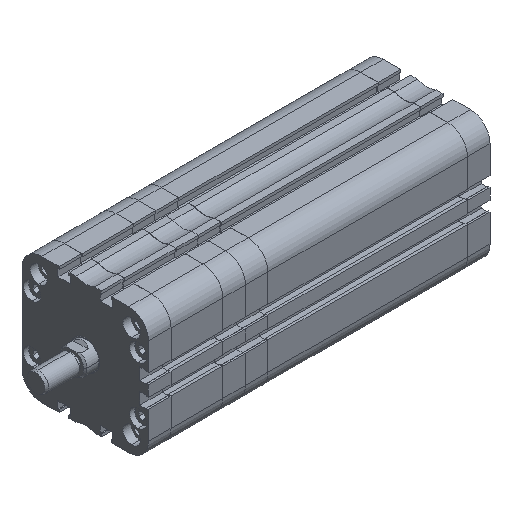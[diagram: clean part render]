
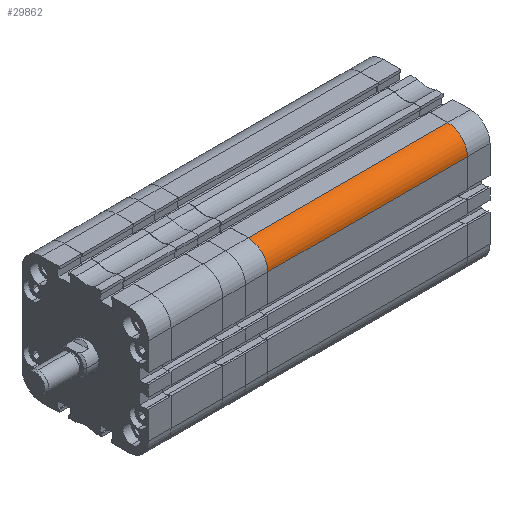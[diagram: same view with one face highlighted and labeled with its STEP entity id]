
A CAD part, isometric view. The second image highlights one B-rep face of the part: STEP entity #29862.
In plain terms, the highlighted cylindrical face has radius 12 mm (diameter 24 mm), a partial arc.
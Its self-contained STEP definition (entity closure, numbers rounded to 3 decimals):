
#44 = VERTEX_POINT ( 'NONE', #37919 ) ;
#968 = CIRCLE ( 'NONE', #11583, 12. ) ;
#2608 = EDGE_CURVE ( 'NONE', #19769, #11801, #17583, .T. ) ;
#2830 = DIRECTION ( 'NONE',  ( -1., 0., 0. ) ) ;
#3431 = EDGE_CURVE ( 'NONE', #44, #12252, #7094, .T. ) ;
#3969 = CARTESIAN_POINT ( 'NONE',  ( 121.5, -38.5, 26.5 ) ) ;
#5027 = ORIENTED_EDGE ( 'NONE', *, *, #2608, .F. ) ;
#7094 = LINE ( 'NONE', #3969, #13891 ) ;
#7190 = VECTOR ( 'NONE', #30190, 1000. ) ;
#7206 = AXIS2_PLACEMENT_3D ( 'NONE', #10033, #22638, #12181 ) ;
#7997 = CARTESIAN_POINT ( 'NONE',  ( 0., -26.5, 38.5 ) ) ;
#8389 = FACE_OUTER_BOUND ( 'NONE', #35950, .T. ) ;
#10033 = CARTESIAN_POINT ( 'NONE',  ( 121.5, -26.5, 26.5 ) ) ;
#11199 = CARTESIAN_POINT ( 'NONE',  ( 0., -38.5, 26.5 ) ) ;
#11583 = AXIS2_PLACEMENT_3D ( 'NONE', #31173, #2830, #36984 ) ;
#11801 = VERTEX_POINT ( 'NONE', #20396 ) ;
#12181 = DIRECTION ( 'NONE',  ( 0., 0., -1. ) ) ;
#12252 = VERTEX_POINT ( 'NONE', #11199 ) ;
#13673 = CARTESIAN_POINT ( 'NONE',  ( 121.5, -26.5, 38.5 ) ) ;
#13891 = VECTOR ( 'NONE', #19711, 1000. ) ;
#17249 = EDGE_CURVE ( 'NONE', #12252, #19769, #968, .T. ) ;
#17583 = LINE ( 'NONE', #13673, #7190 ) ;
#19711 = DIRECTION ( 'NONE',  ( -1., 0., 0. ) ) ;
#19769 = VERTEX_POINT ( 'NONE', #7997 ) ;
#20396 = CARTESIAN_POINT ( 'NONE',  ( 121.5, -26.5, 38.5 ) ) ;
#20799 = CYLINDRICAL_SURFACE ( 'NONE', #26453, 12. ) ;
#22638 = DIRECTION ( 'NONE',  ( 1., 0., 0. ) ) ;
#23147 = ORIENTED_EDGE ( 'NONE', *, *, #3431, .F. ) ;
#24024 = EDGE_CURVE ( 'NONE', #11801, #44, #27700, .T. ) ;
#24310 = DIRECTION ( 'NONE',  ( 0., 0., 1. ) ) ;
#24511 = DIRECTION ( 'NONE',  ( -1., 0., 0. ) ) ;
#25188 = ORIENTED_EDGE ( 'NONE', *, *, #24024, .F. ) ;
#25326 = ORIENTED_EDGE ( 'NONE', *, *, #17249, .F. ) ;
#26453 = AXIS2_PLACEMENT_3D ( 'NONE', #33616, #24511, #24310 ) ;
#27700 = CIRCLE ( 'NONE', #7206, 12. ) ;
#29862 = ADVANCED_FACE ( 'NONE', ( #8389 ), #20799, .T. ) ;
#30190 = DIRECTION ( 'NONE',  ( 1., 0., 0. ) ) ;
#31173 = CARTESIAN_POINT ( 'NONE',  ( 0., -26.5, 26.5 ) ) ;
#33616 = CARTESIAN_POINT ( 'NONE',  ( 121.5, -26.5, 26.5 ) ) ;
#35950 = EDGE_LOOP ( 'NONE', ( #25188, #5027, #25326, #23147 ) ) ;
#36984 = DIRECTION ( 'NONE',  ( 0., 0., -1. ) ) ;
#37919 = CARTESIAN_POINT ( 'NONE',  ( 121.5, -38.5, 26.5 ) ) ;
